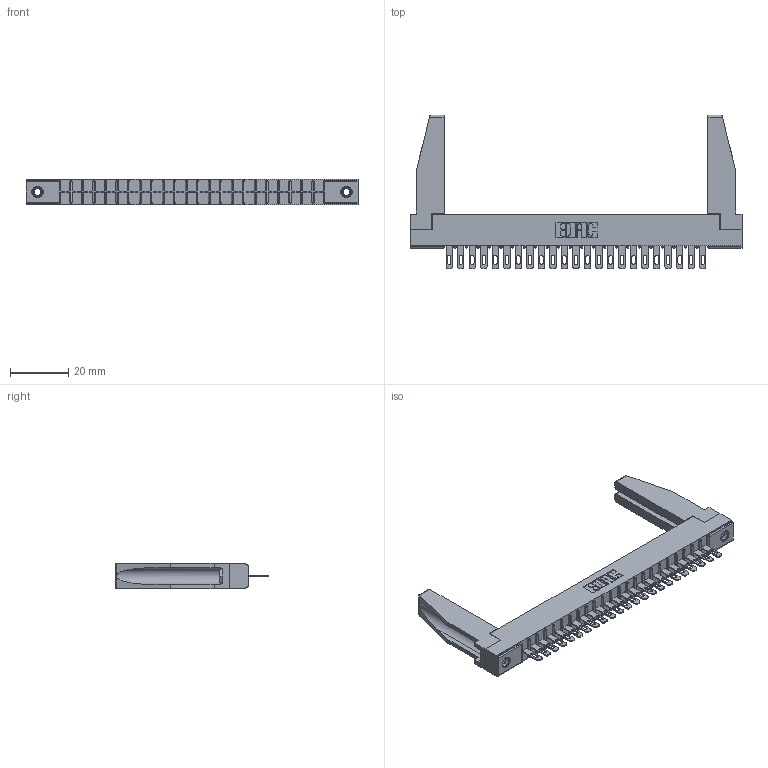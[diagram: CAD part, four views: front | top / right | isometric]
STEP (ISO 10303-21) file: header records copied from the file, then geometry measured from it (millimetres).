
FILE_DESCRIPTION (( 'STEP AP203' ), '1' );
FILE_NAME ('356-023-400-178.STEP', '2020-09-23T15:48:21', ( '' ), ( '' ), 'SwSTEP 2.0', 'SolidWorks 2020', '' );
FILE_SCHEMA (( 'CONFIG_CONTROL_DESIGN' ));
Length unit declared in the file: inch
Products named in the file (5): 307-220-078; 306-290-001_100; 345-250-001_345-250-001-102; 306 Part_.156 Dia; 356-023-400-178
Assembly tree (28 placements, depth 2):
  356-023-400-178
    306 Part_.156 Dia
    306-290-001_100  x23
    345-250-001_345-250-001-102  x2
    307-220-078  x2
Bounding box: 114.15 x 52.91 x 8.71 mm (x, y, z)
Volume: 11874.5 mm3; surface area: 15888.2 mm2
Topology: 28 solids, 28 shells, 1994 faces, 5591 edges, 3594 vertices
Faces by surface type: plane 1302, cylinder 584, sphere 92, cone 12, torus 4
Entity records: 26513 total; most frequent: CARTESIAN_POINT 4450, ORIENTED_EDGE 4368, DIRECTION 4342, EDGE_CURVE 2184, VECTOR 1698, LINE 1698, VERTEX_POINT 1388, AXIS2_PLACEMENT_3D 1322
